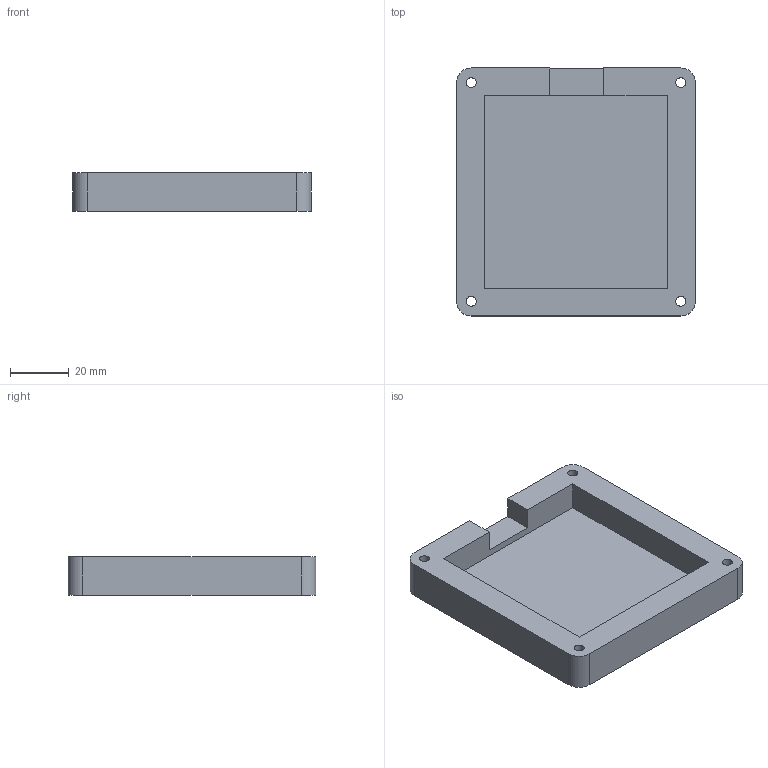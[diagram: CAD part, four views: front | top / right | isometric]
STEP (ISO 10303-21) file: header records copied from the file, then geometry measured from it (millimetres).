
FILE_DESCRIPTION(/* description */ (''),/* implementation_level */ '2;1');
FILE_NAME(/* name */ 'bottom.step',/* time_stamp */ '2025-07-11T16:56:50-07:00',/* author */ (''),/* organization */ (''),/* preprocessor_version */ 'ST-DEVELOPER v20.1',/* originating_system */ 'Autodesk Translation Framework v14.10.0.0',/* authorisation */ '');
FILE_SCHEMA (('AUTOMOTIVE_DESIGN { 1 0 10303 214 3 1 1 }'));
Length unit declared in the file: millimetre
Products named in the file (2): 2025-07-11-15-37-10-868; 2025-07-11-15-38-33-845
Assembly tree (1 placements, depth 2):
  2025-07-11-15-37-10-868
    2025-07-11-15-38-33-845
Bounding box: 81.6 x 84.7 x 13 mm (x, y, z)
Volume: 46411.2 mm3; surface area: 21025.7 mm2
Topology: 1 solids, 1 shells, 185 faces, 507 edges, 338 vertices
Faces by surface type: bspline 98, plane 75, cylinder 12
Full cylindrical faces by diameter (mm): 3.4 x4, 6 x4
Entity records: 6814 total; most frequent: CARTESIAN_POINT 2699, ORIENTED_EDGE 1014, DIRECTION 515, EDGE_CURVE 507, VERTEX_POINT 338, LINE 287, VECTOR 287, EDGE_LOOP 207
